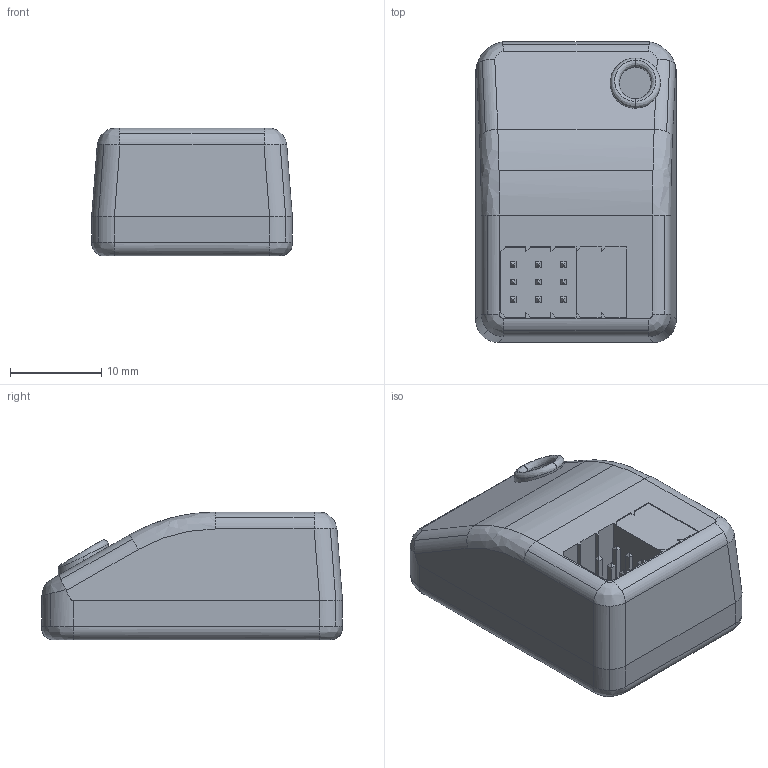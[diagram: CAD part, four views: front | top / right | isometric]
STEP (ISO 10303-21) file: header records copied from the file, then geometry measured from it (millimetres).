
FILE_DESCRIPTION (( 'STEP AP214' ), '1' );
FILE_NAME ('Receiver-stp.STEP', '2024-10-02T00:06:10', ( '' ), ( '' ), 'SwSTEP 2.0', 'SolidWorks 2024', '' );
FILE_SCHEMA (( 'AUTOMOTIVE_DESIGN' ));
Length unit declared in the file: millimetre
Products named in the file (1): Receiver-stp
Bounding box: 22 x 33 x 14 mm (x, y, z)
Volume: 8013.5 mm3; surface area: 2889.9 mm2
Topology: 1 solids, 1 shells, 163 faces, 389 edges, 238 vertices
Faces by surface type: plane 115, cylinder 30, bspline 18
Entity records: 5554 total; most frequent: CARTESIAN_POINT 2043, ORIENTED_EDGE 778, DIRECTION 594, EDGE_CURVE 389, VECTOR 290, LINE 290, VERTEX_POINT 238, EDGE_LOOP 173
